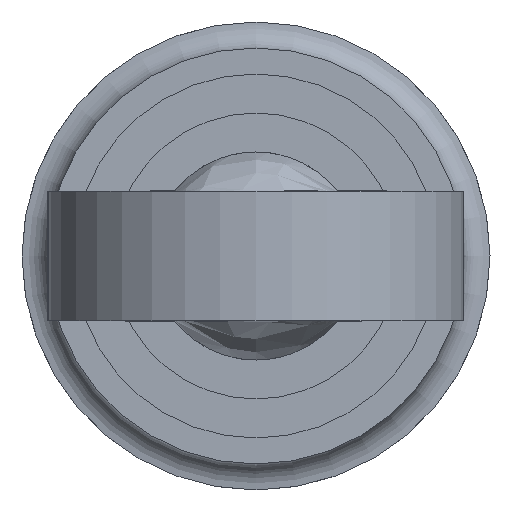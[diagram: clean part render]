
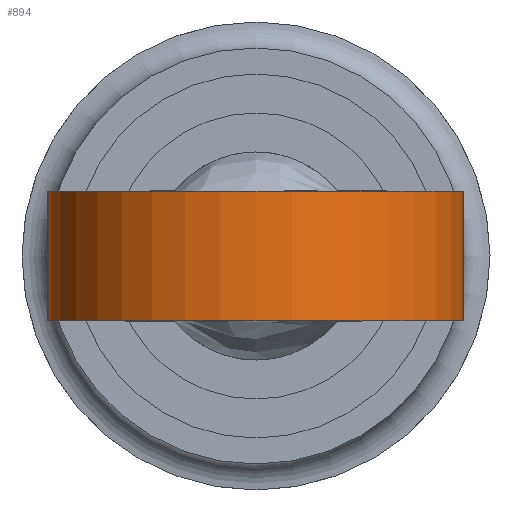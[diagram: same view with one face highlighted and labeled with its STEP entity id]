
A CAD part, left-side view. The second image highlights one B-rep face of the part: STEP entity #894.
In plain terms, the highlighted cylindrical face has radius 8 mm (diameter 16 mm), a partial arc.
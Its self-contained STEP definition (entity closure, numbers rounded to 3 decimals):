
#107=LINE('',#1799,#140);
#110=LINE('',#1806,#143);
#140=VECTOR('',#1204,5.);
#143=VECTOR('',#1213,5.);
#189=CYLINDRICAL_SURFACE('',#1002,8.);
#273=FACE_OUTER_BOUND('',#356,.T.);
#356=EDGE_LOOP('',(#817,#818,#819,#820));
#399=CIRCLE('',#978,8.);
#407=CIRCLE('',#993,8.);
#468=VERTEX_POINT('',#1714);
#469=VERTEX_POINT('',#1716);
#480=VERTEX_POINT('',#1798);
#481=VERTEX_POINT('',#1804);
#571=EDGE_CURVE('',#468,#469,#399,.T.);
#584=EDGE_CURVE('',#480,#469,#107,.T.);
#588=EDGE_CURVE('',#481,#468,#110,.T.);
#597=EDGE_CURVE('',#480,#481,#407,.T.);
#817=ORIENTED_EDGE('',*,*,#588,.F.);
#818=ORIENTED_EDGE('',*,*,#597,.F.);
#819=ORIENTED_EDGE('',*,*,#584,.T.);
#820=ORIENTED_EDGE('',*,*,#571,.F.);
#894=ADVANCED_FACE('',(#273),#189,.T.);
#978=AXIS2_PLACEMENT_3D('',#1717,#1184,#1185);
#993=AXIS2_PLACEMENT_3D('',#1879,#1228,#1229);
#1002=AXIS2_PLACEMENT_3D('',#2120,#1246,#1247);
#1184=DIRECTION('center_axis',(0.,-1.,0.));
#1185=DIRECTION('ref_axis',(1.,0.,0.));
#1204=DIRECTION('',(0.,-1.,0.));
#1213=DIRECTION('',(0.,-1.,0.));
#1228=DIRECTION('center_axis',(0.,1.,0.));
#1229=DIRECTION('ref_axis',(0.,0.,1.));
#1246=DIRECTION('center_axis',(0.,1.,0.));
#1247=DIRECTION('ref_axis',(0.,0.,1.));
#1714=CARTESIAN_POINT('',(-17.,-2.5,8.));
#1716=CARTESIAN_POINT('',(-17.,-2.5,-8.));
#1717=CARTESIAN_POINT('Origin',(-17.,-2.5,0.));
#1798=CARTESIAN_POINT('',(-17.,2.5,-8.));
#1799=CARTESIAN_POINT('',(-17.,0.,-8.));
#1804=CARTESIAN_POINT('',(-17.,2.5,8.));
#1806=CARTESIAN_POINT('',(-17.,0.,8.));
#1879=CARTESIAN_POINT('Origin',(-17.,2.5,0.));
#2120=CARTESIAN_POINT('Origin',(-17.,0.,0.));
